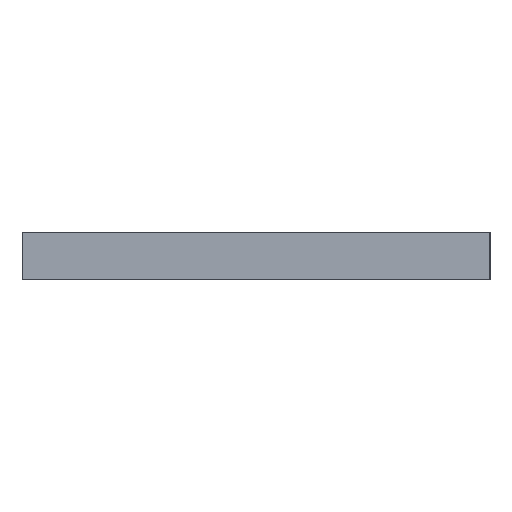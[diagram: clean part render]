
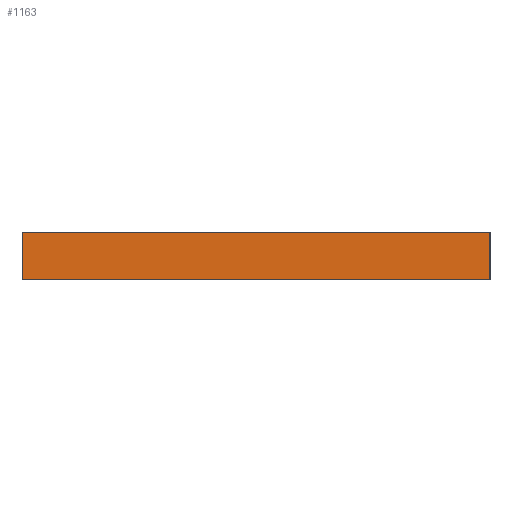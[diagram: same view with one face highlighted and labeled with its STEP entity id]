
A CAD part, left-side view. The second image highlights one B-rep face of the part: STEP entity #1163.
In plain terms, the highlighted planar face has unit normal (-1, 0, 0).
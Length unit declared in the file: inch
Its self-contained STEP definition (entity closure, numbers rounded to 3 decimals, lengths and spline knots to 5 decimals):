
#10 = EDGE_CURVE ( 'NONE', #952, #936, #739, .T. ) ;
#53 = AXIS2_PLACEMENT_3D ( 'NONE', #1032, #292, #1183 ) ;
#77 = DIRECTION ( 'NONE',  ( 0., -1., 0. ) ) ;
#101 = CARTESIAN_POINT ( 'NONE',  ( 338.49548, 116.86666, 0.13 ) ) ;
#188 = CARTESIAN_POINT ( 'NONE',  ( 338.49548, 115.57376, 0.13 ) ) ;
#219 = EDGE_LOOP ( 'NONE', ( #1478, #970, #1197, #1423 ) ) ;
#226 = CARTESIAN_POINT ( 'NONE',  ( 338.49548, 115.57376, 0.13 ) ) ;
#286 = PLANE ( 'NONE',  #53 ) ;
#292 = DIRECTION ( 'NONE',  ( 1., 0., 0. ) ) ;
#293 = DIRECTION ( 'NONE',  ( 0., 0., -1. ) ) ;
#424 = VECTOR ( 'NONE', #293, 39.37008 ) ;
#429 = LINE ( 'NONE', #188, #424 ) ;
#475 = EDGE_CURVE ( 'NONE', #1128, #952, #522, .T. ) ;
#481 = VECTOR ( 'NONE', #77, 39.37008 ) ;
#493 = LINE ( 'NONE', #1434, #481 ) ;
#495 = VECTOR ( 'NONE', #1393, 39.37008 ) ;
#522 = LINE ( 'NONE', #101, #495 ) ;
#605 = EDGE_CURVE ( 'NONE', #1128, #1010, #493, .T. ) ;
#738 = VECTOR ( 'NONE', #1054, 39.37008 ) ;
#739 = LINE ( 'NONE', #922, #738 ) ;
#881 = EDGE_CURVE ( 'NONE', #1010, #936, #429, .T. ) ;
#922 = CARTESIAN_POINT ( 'NONE',  ( 338.49548, 116.86666, 0. ) ) ;
#936 = VERTEX_POINT ( 'NONE', #1321 ) ;
#952 = VERTEX_POINT ( 'NONE', #1035 ) ;
#970 = ORIENTED_EDGE ( 'NONE', *, *, #881, .F. ) ;
#983 = CARTESIAN_POINT ( 'NONE',  ( 338.49548, 116.86666, 0.13 ) ) ;
#1010 = VERTEX_POINT ( 'NONE', #226 ) ;
#1032 = CARTESIAN_POINT ( 'NONE',  ( 338.49548, 116.86666, 0.13 ) ) ;
#1035 = CARTESIAN_POINT ( 'NONE',  ( 338.49548, 116.86666, 0. ) ) ;
#1054 = DIRECTION ( 'NONE',  ( 0., -1., 0. ) ) ;
#1128 = VERTEX_POINT ( 'NONE', #983 ) ;
#1163 = ADVANCED_FACE ( 'NONE', ( #1293 ), #286, .F. ) ;
#1183 = DIRECTION ( 'NONE',  ( 0., 0., -1. ) ) ;
#1197 = ORIENTED_EDGE ( 'NONE', *, *, #605, .F. ) ;
#1293 = FACE_OUTER_BOUND ( 'NONE', #219, .T. ) ;
#1321 = CARTESIAN_POINT ( 'NONE',  ( 338.49548, 115.57376, 0. ) ) ;
#1393 = DIRECTION ( 'NONE',  ( 0., 0., -1. ) ) ;
#1423 = ORIENTED_EDGE ( 'NONE', *, *, #475, .T. ) ;
#1434 = CARTESIAN_POINT ( 'NONE',  ( 338.49548, 116.86666, 0.13 ) ) ;
#1478 = ORIENTED_EDGE ( 'NONE', *, *, #10, .T. ) ;
